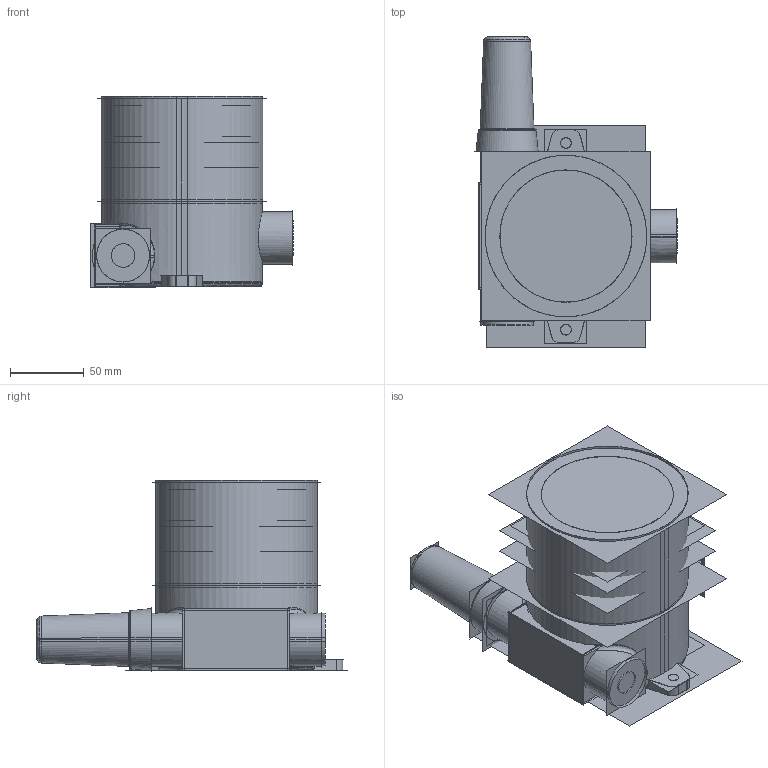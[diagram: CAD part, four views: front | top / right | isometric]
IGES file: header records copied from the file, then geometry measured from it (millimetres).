
Start section:  PTC IGES file: 188764.igs
Global section: file name: 188764.igs; native system: Creo Parametric by Parametric Technology Corporation; preprocessor: 2013230; author: pdmadmin; organization: Unknown; date: 20160128.142646; units: millimetre
Bounding box: 137.56 x 211.12 x 130.33 mm (x, y, z)
Volume: 652456.9 mm3; surface area: 757407.2 mm2
Topology: 3 solids, 7 shells, 292 faces, 1506 edges, 1930 vertices
Faces by surface type: revolution 166, bspline 126
